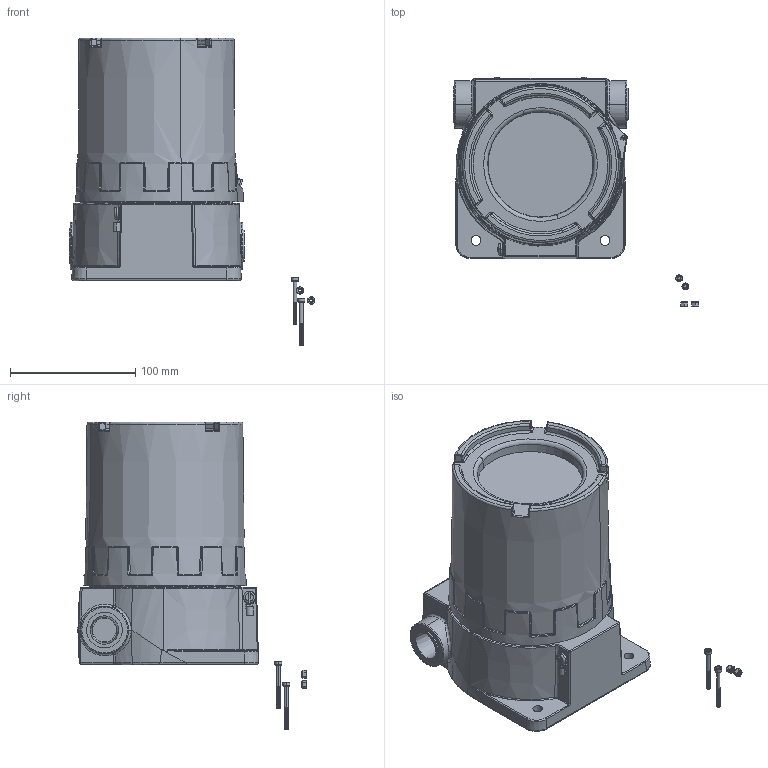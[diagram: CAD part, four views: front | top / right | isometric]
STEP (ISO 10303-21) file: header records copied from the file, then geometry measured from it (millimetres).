
FILE_DESCRIPTION (( 'STEP AP203' ), '1' );
FILE_NAME ('C2-BR.STEP', '2022-08-23T14:37:49', ( '' ), ( '' ), 'SwSTEP 2.0', 'SolidWorks 2021', '' );
FILE_SCHEMA (( 'CONFIG_CONTROL_DESIGN' ));
Length unit declared in the file: inch
Products named in the file (7): 91292A033_91292A033; C2-BR; 92196A535_92196A535; 93625A100_93625A100; 201109; 4638K515_4638K515; 201371
Assembly tree (9 placements, depth 2):
  C2-BR
    201109
    201371
    92196A535_92196A535  x2
    93625A100_93625A100  x2
    91292A033_91292A033  x2
    4638K515_4638K515
Bounding box: 196.48 x 183.61 x 246.24 mm (x, y, z)
Volume: 1100330 mm3; surface area: 306624.8 mm2
Topology: 26 solids, 26 shells, 1893 faces, 4619 edges, 2754 vertices
Faces by surface type: plane 501, bspline 463, cylinder 448, cone 329, torus 137, sphere 15
Entity records: 71673 total; most frequent: CARTESIAN_POINT 40177, ORIENTED_EDGE 7192, DIRECTION 5443, EDGE_CURVE 3596, AXIS2_PLACEMENT_3D 2265, VERTEX_POINT 2166, EDGE_LOOP 1570, ADVANCED_FACE 1502
